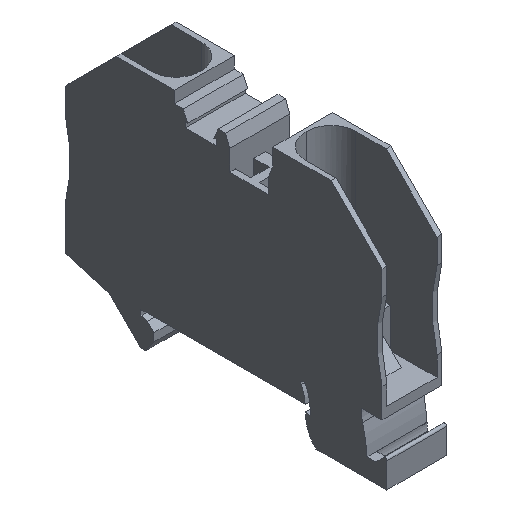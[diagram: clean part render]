
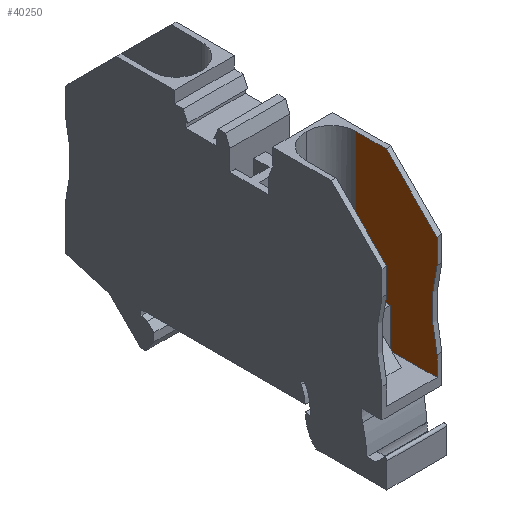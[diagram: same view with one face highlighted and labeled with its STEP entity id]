
A CAD part, isometric view. The second image highlights one B-rep face of the part: STEP entity #40250.
In plain terms, the highlighted face is planar.
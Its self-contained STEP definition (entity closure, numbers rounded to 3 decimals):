
#12300=CARTESIAN_POINT('',(4.658,-3.073,
5.35));
#12310=VERTEX_POINT('',#12300);
#12340=CARTESIAN_POINT('',(4.281,0.,5.35));
#12350=DIRECTION('',(0.122,-0.993,
0.));
#12360=VECTOR('',#12350,1.);
#12370=LINE('',#12340,#12360);
#12380=CARTESIAN_POINT('',(4.169,0.909,
5.35));
#12390=VERTEX_POINT('',#12380);
#12400=EDGE_CURVE('',#12390,#12310,#12370,.T.);
#12990=CARTESIAN_POINT('',(10.705,33.335,
5.35));
#13000=VERTEX_POINT('',#12990);
#13030=CARTESIAN_POINT('',(0.,32.021,5.35));
#13040=DIRECTION('',(0.993,0.122,0.));
#13050=VECTOR('',#13040,1.);
#13060=LINE('',#13030,#13050);
#13070=CARTESIAN_POINT('',(16.919,34.098,
5.35));
#13080=VERTEX_POINT('',#13070);
#13090=EDGE_CURVE('',#13000,#13080,#13060,.T.);
#39050=CARTESIAN_POINT('',(1.618,21.685,
5.35));
#39060=VERTEX_POINT('',#39050);
#39090=CARTESIAN_POINT('',(-15.295,0.,5.35));
#39100=DIRECTION('',(0.615,0.789,0.));
#39110=VECTOR('',#39100,1.);
#39120=LINE('',#39090,#39110);
#39130=EDGE_CURVE('',#39060,#13000,#39120,.T.);
#39270=CARTESIAN_POINT('',(2.234,16.666,
5.35));
#39280=VERTEX_POINT('',#39270);
#39310=CARTESIAN_POINT('',(4.281,0.,5.35));
#39320=DIRECTION('',(0.122,-0.993,0.));
#39330=VECTOR('',#39320,1.);
#39340=LINE('',#39310,#39330);
#39350=EDGE_CURVE('',#39060,#39280,#39340,.T.);
#39500=CARTESIAN_POINT('',(-27.567,5.01,
5.35));
#39510=DIRECTION('',(0.,0.,-1.));
#39520=DIRECTION('',(-0.993,-0.122,
0.));
#39530=AXIS2_PLACEMENT_3D('',#39500,#39510,#39520);
#39540=CIRCLE('',#39530,32.);
#39550=EDGE_CURVE('',#39280,#12390,#39540,.T.);
#39670=CARTESIAN_POINT('',(16.919,34.098,
5.35));
#39680=DIRECTION('',(0.,0.,-1.));
#39690=DIRECTION('',(0.993,0.122,
0.));
#39700=AXIS2_PLACEMENT_3D('',#39670,#39680,#39690);
#39710=PLANE('',#39700);
#39720=CARTESIAN_POINT('',(16.919,34.098,
5.35));
#39730=DIRECTION('',(0.122,-0.993,
0.));
#39740=VECTOR('',#39730,1.);
#39750=LINE('',#39720,#39740);
#39760=CARTESIAN_POINT('',(19.448,13.503,
5.35));
#39770=VERTEX_POINT('',#39760);
#39780=EDGE_CURVE('',#13080,#39770,#39750,.T.);
#39790=ORIENTED_EDGE('',*,*,#39780,.T.);
#39800=ORIENTED_EDGE('',*,*,#13090,.T.);
#39810=ORIENTED_EDGE('',*,*,#39130,.T.);
#39820=ORIENTED_EDGE('',*,*,#39350,.F.);
#39830=ORIENTED_EDGE('',*,*,#39550,.F.);
#39840=ORIENTED_EDGE('',*,*,#12400,.F.);
#39850=CARTESIAN_POINT('',(0.,-3.645,
5.35));
#39860=DIRECTION('',(-0.993,-0.122,
0.));
#39870=VECTOR('',#39860,1.);
#39880=LINE('',#39850,#39870);
#39890=CARTESIAN_POINT('',(14.062,-1.918,
5.35));
#39900=VERTEX_POINT('',#39890);
#39910=EDGE_CURVE('',#39900,#12310,#39880,.T.);
#39920=ORIENTED_EDGE('',*,*,#39910,.T.);
#39930=CARTESIAN_POINT('',(13.827,0.,
5.35));
#39940=DIRECTION('',(0.122,-0.993,
0.));
#39950=VECTOR('',#39940,1.);
#39960=LINE('',#39930,#39950);
#39970=CARTESIAN_POINT('',(13.075,6.121,
5.35));
#39980=VERTEX_POINT('',#39970);
#39990=EDGE_CURVE('',#39980,#39900,#39960,.T.);
#40000=ORIENTED_EDGE('',*,*,#39990,.T.);
#40010=CARTESIAN_POINT('',(0.,4.516,5.35));
#40020=DIRECTION('',(0.993,0.122,0.));
#40030=VECTOR('',#40020,1.);
#40040=LINE('',#40010,#40030);
#40050=CARTESIAN_POINT('',(24.018,7.465,
5.35));
#40060=VERTEX_POINT('',#40050);
#40070=EDGE_CURVE('',#39980,#40060,#40040,.T.);
#40080=ORIENTED_EDGE('',*,*,#40070,.F.);
#40090=CARTESIAN_POINT('',(24.935,0.,5.35));
#40100=DIRECTION('',(0.122,-0.993,0.));
#40110=VECTOR('',#40100,1.);
#40120=LINE('',#40090,#40110);
#40130=CARTESIAN_POINT('',(23.22,13.966,
5.35));
#40140=VERTEX_POINT('',#40130);
#40150=EDGE_CURVE('',#40140,#40060,#40120,.T.);
#40160=ORIENTED_EDGE('',*,*,#40150,.T.);
#40170=CARTESIAN_POINT('',(0.,11.115,5.35));
#40180=DIRECTION('',(0.993,0.122,0.));
#40190=VECTOR('',#40180,1.);
#40200=LINE('',#40170,#40190);
#40210=EDGE_CURVE('',#39770,#40140,#40200,.T.);
#40220=ORIENTED_EDGE('',*,*,#40210,.T.);
#40230=EDGE_LOOP('',(#40220,#40160,#40080,#40000,#39920,#39840,#39830,
#39820,#39810,#39800,#39790));
#40240=FACE_OUTER_BOUND('',#40230,.T.);
#40250=ADVANCED_FACE('',(#40240),#39710,.T.);
